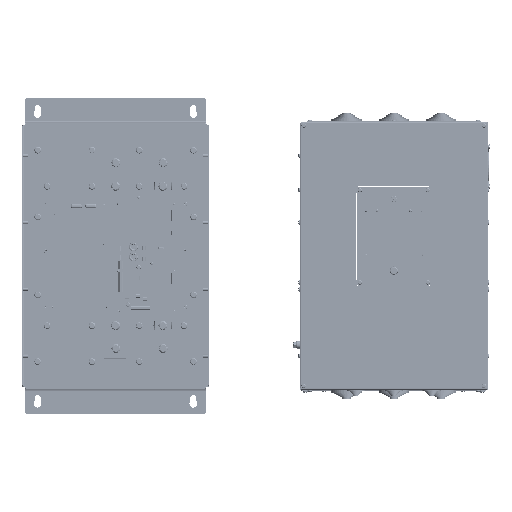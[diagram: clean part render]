
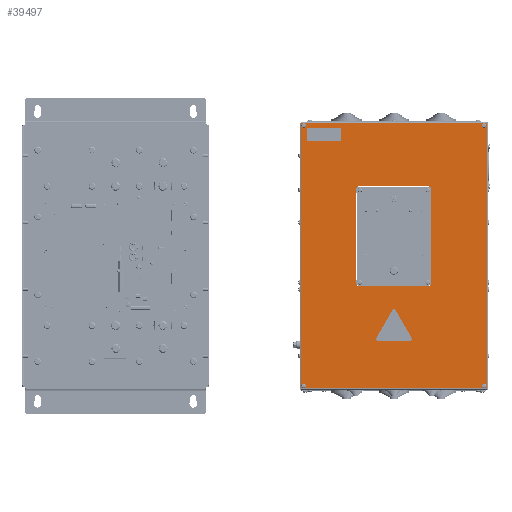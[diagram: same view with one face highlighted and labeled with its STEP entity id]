
A CAD part, top view. The second image highlights one B-rep face of the part: STEP entity #39497.
In plain terms, the highlighted planar face has unit normal (0, 0, 1).
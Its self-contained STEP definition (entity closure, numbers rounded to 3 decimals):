
#39497=ADVANCED_FACE('',(#67530,#67532,#67534,#67536,#67538,#67540),#67542,.T.);
#67530=FACE_BOUND('',#67531,.T.);
#67531=EDGE_LOOP('',(#111188,#111189,#111190,#111191));
#67532=FACE_BOUND('',#67533,.T.);
#67533=EDGE_LOOP('',(#111192,#111193,#111194,#111195,#111196,#111197,#111198,#111199));
#67534=FACE_BOUND('',#67535,.T.);
#67535=EDGE_LOOP('',(#111200));
#67536=FACE_BOUND('',#67537,.T.);
#67537=EDGE_LOOP('',(#111201));
#67538=FACE_BOUND('',#67539,.T.);
#67539=EDGE_LOOP('',(#111202));
#67540=FACE_BOUND('',#67541,.T.);
#67541=EDGE_LOOP('',(#111203));
#67542=PLANE('',#67543);
#67543=AXIS2_PLACEMENT_3D('',#67544,#67545,#67546);
#67544=CARTESIAN_POINT('',(499.569,683.044,329.72));
#67545=DIRECTION('',(0.,0.,1.));
#67546=DIRECTION('',(1.,0.,0.));
#111188=ORIENTED_EDGE('',*,*,#133881,.T.);
#111189=ORIENTED_EDGE('',*,*,#133882,.T.);
#111190=ORIENTED_EDGE('',*,*,#133848,.T.);
#111191=ORIENTED_EDGE('',*,*,#133883,.T.);
#111192=ORIENTED_EDGE('',*,*,#133884,.T.);
#111193=ORIENTED_EDGE('',*,*,#133885,.T.);
#111194=ORIENTED_EDGE('',*,*,#133886,.T.);
#111195=ORIENTED_EDGE('',*,*,#133887,.T.);
#111196=ORIENTED_EDGE('',*,*,#133888,.T.);
#111197=ORIENTED_EDGE('',*,*,#133889,.T.);
#111198=ORIENTED_EDGE('',*,*,#133890,.T.);
#111199=ORIENTED_EDGE('',*,*,#133891,.T.);
#111200=ORIENTED_EDGE('',*,*,#133892,.T.);
#111201=ORIENTED_EDGE('',*,*,#133893,.T.);
#111202=ORIENTED_EDGE('',*,*,#133894,.T.);
#111203=ORIENTED_EDGE('',*,*,#133895,.T.);
#133848=EDGE_CURVE('',#158374,#158366,#158392,.T.);
#133881=EDGE_CURVE('',#158441,#158435,#158442,.T.);
#133882=EDGE_CURVE('',#158435,#158374,#158443,.T.);
#133883=EDGE_CURVE('',#158366,#158441,#158444,.T.);
#133884=EDGE_CURVE('',#158445,#158446,#158447,.F.);
#133885=EDGE_CURVE('',#158446,#158448,#158449,.F.);
#133886=EDGE_CURVE('',#158448,#158450,#158451,.F.);
#133887=EDGE_CURVE('',#158450,#158452,#158453,.F.);
#133888=EDGE_CURVE('',#158452,#158454,#158455,.F.);
#133889=EDGE_CURVE('',#158454,#158456,#158457,.F.);
#133890=EDGE_CURVE('',#158456,#158458,#158459,.F.);
#133891=EDGE_CURVE('',#158458,#158445,#158460,.F.);
#133892=EDGE_CURVE('',#158461,#158461,#158462,.F.);
#133893=EDGE_CURVE('',#158463,#158463,#158464,.F.);
#133894=EDGE_CURVE('',#158465,#158465,#158466,.F.);
#133895=EDGE_CURVE('',#158467,#158467,#158468,.F.);
#158366=VERTEX_POINT('',#203929);
#158374=VERTEX_POINT('',#203947);
#158392=LINE('',#203988,#203989);
#158435=VERTEX_POINT('',#204092);
#158441=VERTEX_POINT('',#204108);
#158442=LINE('',#204109,#204110);
#158443=LINE('',#204112,#204113);
#158444=LINE('',#204115,#204116);
#158445=VERTEX_POINT('',#204118);
#158446=VERTEX_POINT('',#204119);
#158447=CIRCLE('',#204120,5.);
#158448=VERTEX_POINT('',#204124);
#158449=LINE('',#204125,#204126);
#158450=VERTEX_POINT('',#204128);
#158451=CIRCLE('',#204129,5.);
#158452=VERTEX_POINT('',#204133);
#158453=LINE('',#204134,#204135);
#158454=VERTEX_POINT('',#204137);
#158455=CIRCLE('',#204138,5.);
#158456=VERTEX_POINT('',#204142);
#158457=LINE('',#204143,#204144);
#158458=VERTEX_POINT('',#204146);
#158459=CIRCLE('',#204147,5.);
#158460=LINE('',#204151,#204152);
#158461=VERTEX_POINT('',#204154);
#158462=CIRCLE('',#204155,2.5);
#158463=VERTEX_POINT('',#204159);
#158464=CIRCLE('',#204160,2.5);
#158465=VERTEX_POINT('',#204164);
#158466=CIRCLE('',#204165,2.5);
#158467=VERTEX_POINT('',#204169);
#158468=CIRCLE('',#204170,2.5);
#203929=CARTESIAN_POINT('',(501.869,203.344,329.72));
#203947=CARTESIAN_POINT('',(501.869,680.744,329.72));
#203988=CARTESIAN_POINT('',(501.869,680.744,329.72));
#203989=VECTOR('',#203990,1.);
#203990=DIRECTION('',(0.,-1.,0.));
#204092=CARTESIAN_POINT('',(835.269,680.744,329.72));
#204108=CARTESIAN_POINT('',(835.269,203.344,329.72));
#204109=CARTESIAN_POINT('',(835.269,203.344,329.72));
#204110=VECTOR('',#204111,1.);
#204111=DIRECTION('',(0.,1.,0.));
#204112=CARTESIAN_POINT('',(835.269,680.744,329.72));
#204113=VECTOR('',#204114,1.);
#204114=DIRECTION('',(-1.,0.,0.));
#204115=CARTESIAN_POINT('',(501.869,203.344,329.72));
#204116=VECTOR('',#204117,1.);
#204117=DIRECTION('',(1.,0.,0.));
#204118=CARTESIAN_POINT('',(736.069,392.544,329.72));
#204119=CARTESIAN_POINT('',(731.069,387.544,329.72));
#204120=AXIS2_PLACEMENT_3D('',#204121,#204122,#204123);
#204121=CARTESIAN_POINT('',(731.069,392.544,329.72));
#204122=DIRECTION('',(0.,0.,1.));
#204123=DIRECTION('',(0.,-1.,0.));
#204124=CARTESIAN_POINT('',(606.069,387.544,329.72));
#204125=CARTESIAN_POINT('',(606.069,387.544,329.72));
#204126=VECTOR('',#204127,1.);
#204127=DIRECTION('',(1.,0.,0.));
#204128=CARTESIAN_POINT('',(601.069,392.544,329.72));
#204129=AXIS2_PLACEMENT_3D('',#204130,#204131,#204132);
#204130=CARTESIAN_POINT('',(606.069,392.544,329.72));
#204131=DIRECTION('',(0.,0.,1.));
#204132=DIRECTION('',(-1.,0.,0.));
#204133=CARTESIAN_POINT('',(601.069,561.544,329.72));
#204134=CARTESIAN_POINT('',(601.069,561.544,329.72));
#204135=VECTOR('',#204136,1.);
#204136=DIRECTION('',(0.,-1.,0.));
#204137=CARTESIAN_POINT('',(606.069,566.544,329.72));
#204138=AXIS2_PLACEMENT_3D('',#204139,#204140,#204141);
#204139=CARTESIAN_POINT('',(606.069,561.544,329.72));
#204140=DIRECTION('',(0.,0.,1.));
#204141=DIRECTION('',(0.,1.,0.));
#204142=CARTESIAN_POINT('',(731.069,566.544,329.72));
#204143=CARTESIAN_POINT('',(731.069,566.544,329.72));
#204144=VECTOR('',#204145,1.);
#204145=DIRECTION('',(-1.,0.,0.));
#204146=CARTESIAN_POINT('',(736.069,561.544,329.72));
#204147=AXIS2_PLACEMENT_3D('',#204148,#204149,#204150);
#204148=CARTESIAN_POINT('',(731.069,561.544,329.72));
#204149=DIRECTION('',(0.,0.,1.));
#204150=DIRECTION('',(1.,0.,0.));
#204151=CARTESIAN_POINT('',(736.069,392.544,329.72));
#204152=VECTOR('',#204153,1.);
#204153=DIRECTION('',(0.,1.,0.));
#204154=CARTESIAN_POINT('',(504.069,208.044,329.72));
#204155=AXIS2_PLACEMENT_3D('',#204156,#204157,#204158);
#204156=CARTESIAN_POINT('',(506.569,208.044,329.72));
#204157=DIRECTION('',(0.,0.,1.));
#204158=DIRECTION('',(-1.,0.,0.));
#204159=CARTESIAN_POINT('',(504.069,676.044,329.72));
#204160=AXIS2_PLACEMENT_3D('',#204161,#204162,#204163);
#204161=CARTESIAN_POINT('',(506.569,676.044,329.72));
#204162=DIRECTION('',(0.,0.,1.));
#204163=DIRECTION('',(-1.,0.,0.));
#204164=CARTESIAN_POINT('',(828.069,208.044,329.72));
#204165=AXIS2_PLACEMENT_3D('',#204166,#204167,#204168);
#204166=CARTESIAN_POINT('',(830.569,208.044,329.72));
#204167=DIRECTION('',(0.,0.,1.));
#204168=DIRECTION('',(-1.,0.,0.));
#204169=CARTESIAN_POINT('',(828.069,676.044,329.72));
#204170=AXIS2_PLACEMENT_3D('',#204171,#204172,#204173);
#204171=CARTESIAN_POINT('',(830.569,676.044,329.72));
#204172=DIRECTION('',(0.,0.,1.));
#204173=DIRECTION('',(-1.,0.,0.));
